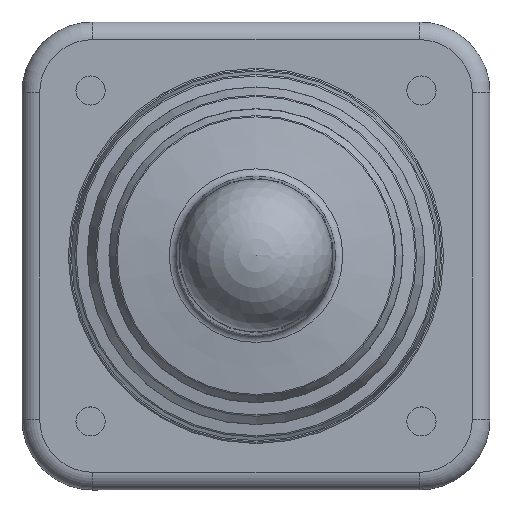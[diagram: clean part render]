
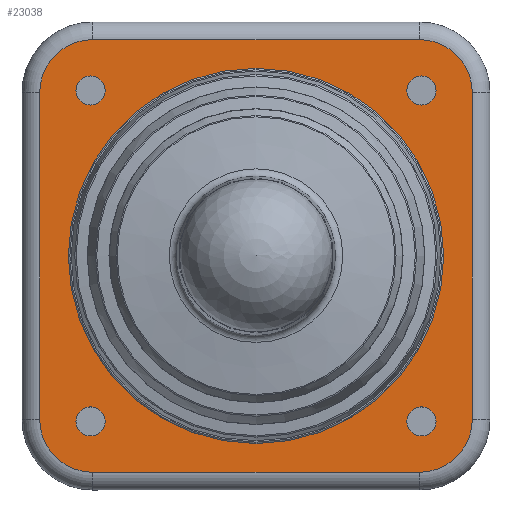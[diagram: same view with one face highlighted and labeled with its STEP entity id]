
A CAD part, top view. The second image highlights one B-rep face of the part: STEP entity #23038.
In plain terms, the highlighted planar face has unit normal (0, 0, 1).
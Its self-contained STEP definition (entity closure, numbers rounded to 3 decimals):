
#688=CIRCLE('',#24556,1.65);
#690=CIRCLE('',#24559,1.65);
#692=CIRCLE('',#24562,1.65);
#694=CIRCLE('',#24565,1.65);
#698=CIRCLE('',#24570,21.25);
#755=CIRCLE('',#24648,6.);
#758=CIRCLE('',#24653,6.);
#762=CIRCLE('',#24659,6.);
#766=CIRCLE('',#24665,6.);
#838=FACE_BOUND('',#3095,.T.);
#839=FACE_BOUND('',#3096,.T.);
#840=FACE_BOUND('',#3097,.T.);
#841=FACE_BOUND('',#3098,.T.);
#842=FACE_BOUND('',#3099,.T.);
#1921=FACE_OUTER_BOUND('',#3094,.T.);
#3094=EDGE_LOOP('',(#20719,#20720,#20721,#20722,#20723,#20724,#20725,#20726));
#3095=EDGE_LOOP('',(#20727));
#3096=EDGE_LOOP('',(#20728));
#3097=EDGE_LOOP('',(#20729));
#3098=EDGE_LOOP('',(#20730));
#3099=EDGE_LOOP('',(#20731));
#5855=LINE('',#37322,#8677);
#5857=LINE('',#37334,#8679);
#5859=LINE('',#37346,#8681);
#5861=LINE('',#37355,#8683);
#8677=VECTOR('',#30526,10.);
#8679=VECTOR('',#30540,10.);
#8681=VECTOR('',#30554,10.);
#8683=VECTOR('',#30566,10.);
#10862=VERTEX_POINT('',#37077);
#10864=VERTEX_POINT('',#37083);
#10866=VERTEX_POINT('',#37089);
#10868=VERTEX_POINT('',#37095);
#10872=VERTEX_POINT('',#37105);
#10912=VERTEX_POINT('',#37310);
#10915=VERTEX_POINT('',#37315);
#10917=VERTEX_POINT('',#37320);
#10919=VERTEX_POINT('',#37326);
#10921=VERTEX_POINT('',#37332);
#10923=VERTEX_POINT('',#37338);
#10925=VERTEX_POINT('',#37344);
#10927=VERTEX_POINT('',#37350);
#14114=EDGE_CURVE('',#10862,#10862,#688,.T.);
#14117=EDGE_CURVE('',#10864,#10864,#690,.T.);
#14120=EDGE_CURVE('',#10866,#10866,#692,.T.);
#14123=EDGE_CURVE('',#10868,#10868,#694,.T.);
#14129=EDGE_CURVE('',#10872,#10872,#698,.T.);
#14194=EDGE_CURVE('',#10915,#10912,#755,.T.);
#14196=EDGE_CURVE('',#10917,#10915,#5855,.T.);
#14199=EDGE_CURVE('',#10919,#10917,#758,.T.);
#14202=EDGE_CURVE('',#10921,#10919,#5857,.T.);
#14205=EDGE_CURVE('',#10923,#10921,#762,.T.);
#14208=EDGE_CURVE('',#10925,#10923,#5859,.T.);
#14211=EDGE_CURVE('',#10927,#10925,#766,.T.);
#14213=EDGE_CURVE('',#10912,#10927,#5861,.T.);
#20719=ORIENTED_EDGE('',*,*,#14194,.F.);
#20720=ORIENTED_EDGE('',*,*,#14196,.F.);
#20721=ORIENTED_EDGE('',*,*,#14199,.F.);
#20722=ORIENTED_EDGE('',*,*,#14202,.F.);
#20723=ORIENTED_EDGE('',*,*,#14205,.F.);
#20724=ORIENTED_EDGE('',*,*,#14208,.F.);
#20725=ORIENTED_EDGE('',*,*,#14211,.F.);
#20726=ORIENTED_EDGE('',*,*,#14213,.F.);
#20727=ORIENTED_EDGE('',*,*,#14114,.T.);
#20728=ORIENTED_EDGE('',*,*,#14117,.T.);
#20729=ORIENTED_EDGE('',*,*,#14120,.T.);
#20730=ORIENTED_EDGE('',*,*,#14123,.T.);
#20731=ORIENTED_EDGE('',*,*,#14129,.T.);
#21916=PLANE('',#24674);
#23038=ADVANCED_FACE('',(#1921,#838,#839,#840,#841,#842),#21916,.F.);
#24556=AXIS2_PLACEMENT_3D('',#37078,#30323,#30324);
#24559=AXIS2_PLACEMENT_3D('',#37084,#30330,#30331);
#24562=AXIS2_PLACEMENT_3D('',#37090,#30337,#30338);
#24565=AXIS2_PLACEMENT_3D('',#37096,#30344,#30345);
#24570=AXIS2_PLACEMENT_3D('',#37107,#30356,#30357);
#24648=AXIS2_PLACEMENT_3D('',#37317,#30520,#30521);
#24653=AXIS2_PLACEMENT_3D('',#37328,#30532,#30533);
#24659=AXIS2_PLACEMENT_3D('',#37340,#30546,#30547);
#24665=AXIS2_PLACEMENT_3D('',#37352,#30560,#30561);
#24674=AXIS2_PLACEMENT_3D('',#37375,#30587,#30588);
#30323=DIRECTION('center_axis',(0.,0.,
-1.));
#30324=DIRECTION('ref_axis',(0.,1.,0.));
#30330=DIRECTION('center_axis',(0.,0.,
-1.));
#30331=DIRECTION('ref_axis',(1.,0.,0.));
#30337=DIRECTION('center_axis',(0.,0.,
-1.));
#30338=DIRECTION('ref_axis',(0.,-1.,0.));
#30344=DIRECTION('center_axis',(0.,0.,
-1.));
#30345=DIRECTION('ref_axis',(-1.,0.,0.));
#30356=DIRECTION('center_axis',(0.,0.,
-1.));
#30357=DIRECTION('ref_axis',(0.,1.,0.));
#30520=DIRECTION('center_axis',(0.,0.,
-1.));
#30521=DIRECTION('ref_axis',(-0.707,0.707,0.));
#30526=DIRECTION('',(0.,1.,0.));
#30532=DIRECTION('center_axis',(0.,0.,
-1.));
#30533=DIRECTION('ref_axis',(-0.707,-0.707,0.));
#30540=DIRECTION('',(-1.,0.,0.));
#30546=DIRECTION('center_axis',(0.,0.,
-1.));
#30547=DIRECTION('ref_axis',(0.707,-0.707,0.));
#30554=DIRECTION('',(0.,-1.,0.));
#30560=DIRECTION('center_axis',(0.,0.,
-1.));
#30561=DIRECTION('ref_axis',(0.707,0.707,0.));
#30566=DIRECTION('',(1.,0.,0.));
#30587=DIRECTION('center_axis',(0.,0.,
-1.));
#30588=DIRECTION('ref_axis',(1.,0.,0.));
#37077=CARTESIAN_POINT('',(-18.762,17.112,-4.15));
#37078=CARTESIAN_POINT('Origin',(-18.762,18.762,-4.15));
#37083=CARTESIAN_POINT('',(17.065,18.762,-4.15));
#37084=CARTESIAN_POINT('Origin',(18.715,18.762,-4.15));
#37089=CARTESIAN_POINT('',(18.715,-17.065,-4.15));
#37090=CARTESIAN_POINT('Origin',(18.715,-18.715,-4.15));
#37095=CARTESIAN_POINT('',(-17.112,-18.715,-4.15));
#37096=CARTESIAN_POINT('Origin',(-18.762,-18.715,-4.15));
#37105=CARTESIAN_POINT('',(-0.023,-21.227,-4.15));
#37107=CARTESIAN_POINT('Origin',(-0.023,0.023,
-4.15));
#37310=CARTESIAN_POINT('',(-18.523,24.523,-4.15));
#37315=CARTESIAN_POINT('',(-24.523,18.523,-4.15));
#37317=CARTESIAN_POINT('Origin',(-18.523,18.523,-4.15));
#37320=CARTESIAN_POINT('',(-24.523,-18.477,-4.15));
#37322=CARTESIAN_POINT('',(-24.523,9.273,-4.15));
#37326=CARTESIAN_POINT('',(-18.523,-24.477,-4.15));
#37328=CARTESIAN_POINT('Origin',(-18.523,-18.477,-4.15));
#37332=CARTESIAN_POINT('',(18.477,-24.477,-4.15));
#37334=CARTESIAN_POINT('',(-9.273,-24.477,-4.15));
#37338=CARTESIAN_POINT('',(24.477,-18.477,-4.15));
#37340=CARTESIAN_POINT('Origin',(18.477,-18.477,-4.15));
#37344=CARTESIAN_POINT('',(24.477,18.523,-4.15));
#37346=CARTESIAN_POINT('',(24.477,-9.227,-4.15));
#37350=CARTESIAN_POINT('',(18.477,24.523,-4.15));
#37352=CARTESIAN_POINT('Origin',(18.477,18.523,-4.15));
#37355=CARTESIAN_POINT('',(9.227,24.523,-4.15));
#37375=CARTESIAN_POINT('Origin',(-0.023,0.023,
-4.15));
